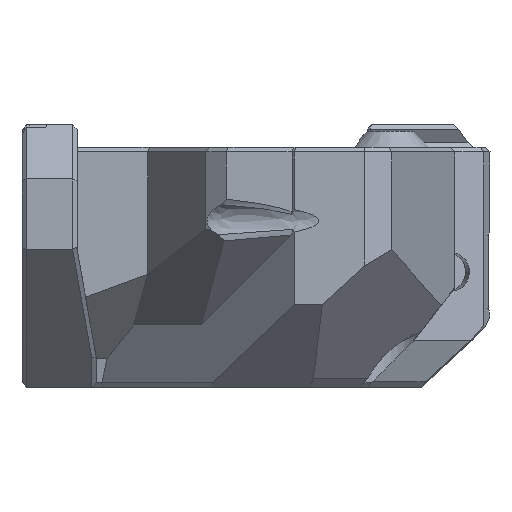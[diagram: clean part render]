
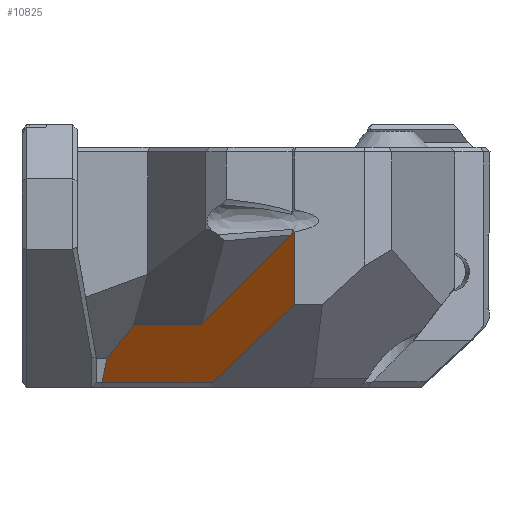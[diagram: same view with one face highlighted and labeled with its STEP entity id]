
A CAD part, left-side view. The second image highlights one B-rep face of the part: STEP entity #10825.
In plain terms, the highlighted planar face has unit normal (-0.707, 0.707, 0).
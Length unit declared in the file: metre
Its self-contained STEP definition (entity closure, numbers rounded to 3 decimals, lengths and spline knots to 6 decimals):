
#84=ELLIPSE('',#11736,0.002081,0.001397);
#592=CIRCLE('',#11737,0.051346);
#2190=ORIENTED_EDGE('',*,*,#4856,.T.);
#2191=ORIENTED_EDGE('',*,*,#4858,.F.);
#2192=ORIENTED_EDGE('',*,*,#4859,.T.);
#2193=ORIENTED_EDGE('',*,*,#4860,.T.);
#2194=ORIENTED_EDGE('',*,*,#4078,.T.);
#2195=ORIENTED_EDGE('',*,*,#4088,.T.);
#2196=ORIENTED_EDGE('',*,*,#4861,.T.);
#2197=ORIENTED_EDGE('',*,*,#4668,.F.);
#2198=ORIENTED_EDGE('',*,*,#4667,.T.);
#2199=ORIENTED_EDGE('',*,*,#4664,.F.);
#4078=EDGE_CURVE('',#5647,#5646,#6650,.T.);
#4088=EDGE_CURVE('',#5646,#5655,#6657,.T.);
#4664=EDGE_CURVE('',#6102,#6103,#7056,.T.);
#4667=EDGE_CURVE('',#6104,#6103,#7059,.T.);
#4668=EDGE_CURVE('',#6104,#6105,#7060,.T.);
#4856=EDGE_CURVE('',#6102,#6208,#7196,.T.);
#4858=EDGE_CURVE('',#6209,#6208,#84,.T.);
#4859=EDGE_CURVE('',#6209,#6210,#592,.T.);
#4860=EDGE_CURVE('',#6210,#5647,#7198,.T.);
#4861=EDGE_CURVE('',#5655,#6105,#7199,.T.);
#5646=VERTEX_POINT('',#15657);
#5647=VERTEX_POINT('',#15659);
#5655=VERTEX_POINT('',#15686);
#6102=VERTEX_POINT('',#16994);
#6103=VERTEX_POINT('',#16996);
#6104=VERTEX_POINT('',#17000);
#6105=VERTEX_POINT('',#17004);
#6208=VERTEX_POINT('',#17620);
#6209=VERTEX_POINT('',#17625);
#6210=VERTEX_POINT('',#17627);
#6650=LINE('',#15658,#7736);
#6657=LINE('',#15687,#7743);
#7056=LINE('',#16995,#8142);
#7059=LINE('',#17001,#8145);
#7060=LINE('',#17003,#8146);
#7196=LINE('',#17621,#8282);
#7198=LINE('',#17628,#8284);
#7199=LINE('',#17629,#8285);
#7736=VECTOR('',#12518,1.);
#7743=VECTOR('',#12527,1.);
#8142=VECTOR('',#13444,1.);
#8145=VECTOR('',#13449,1.);
#8146=VECTOR('',#13452,1.);
#8282=VECTOR('',#13810,1.);
#8284=VECTOR('',#13818,1.);
#8285=VECTOR('',#13819,1.);
#9036=EDGE_LOOP('',(#2190,#2191,#2192,#2193,#2194,#2195,#2196,#2197,#2198,
#2199));
#9744=FACE_BOUND('',#9036,.T.);
#10357=PLANE('',#11735);
#10825=ADVANCED_FACE('',(#9744),#10357,.F.);
#11735=AXIS2_PLACEMENT_3D('',#17623,#13812,#13813);
#11736=AXIS2_PLACEMENT_3D('',#17624,#13814,#13815);
#11737=AXIS2_PLACEMENT_3D('',#17626,#13816,#13817);
#12518=DIRECTION('',(0.707,0.707,0.));
#12527=DIRECTION('',(0.528,0.528,-0.666));
#13444=DIRECTION('',(0.587,0.587,-0.558));
#13449=DIRECTION('',(-0.707,-0.707,0.));
#13452=DIRECTION('',(-0.519,-0.519,0.679));
#13810=DIRECTION('',(0.,0.,1.));
#13812=DIRECTION('',(0.707,-0.707,0.));
#13813=DIRECTION('',(0.,0.,-1.));
#13814=DIRECTION('',(-0.707,0.707,0.));
#13815=DIRECTION('',(0.697,0.697,0.17));
#13816=DIRECTION('',(-0.707,0.707,0.));
#13817=DIRECTION('',(0.691,0.691,0.21));
#13818=DIRECTION('',(0.577,0.577,-0.577));
#13819=DIRECTION('',(0.208,0.208,-0.956));
#15657=CARTESIAN_POINT('',(-0.004864,0.007507,0.0055));
#15658=CARTESIAN_POINT('',(-0.007484,0.004886,0.0055));
#15659=CARTESIAN_POINT('',(-0.010862,0.001508,0.0055));
#15686=CARTESIAN_POINT('',(-0.002512,0.009859,0.002533));
#15687=CARTESIAN_POINT('',(-0.008211,0.00416,0.009724));
#16994=CARTESIAN_POINT('',(-0.019076,-0.006706,0.007315));
#16995=CARTESIAN_POINT('',(-0.012257,0.000114,0.000833));
#16996=CARTESIAN_POINT('',(-0.011801,0.000569,0.0004));
#17000=CARTESIAN_POINT('',(-0.002024,0.010346,0.0004));
#17001=CARTESIAN_POINT('',(-0.007484,0.004886,0.0004));
#17003=CARTESIAN_POINT('',(-0.003351,0.00902,0.002135));
#17004=CARTESIAN_POINT('',(-0.002055,0.010315,0.00044));
#17620=CARTESIAN_POINT('',(-0.019076,-0.006706,0.013699));
#17621=CARTESIAN_POINT('',(-0.019076,-0.006706,-0.0038));
#17623=CARTESIAN_POINT('',(-0.007484,0.004886,0.010875));
#17624=CARTESIAN_POINT('',(-0.020148,-0.007777,0.014514));
#17625=CARTESIAN_POINT('',(-0.018895,-0.006525,0.013956));
#17626=CARTESIAN_POINT('',(-0.054395,-0.042024,0.003186));
#17627=CARTESIAN_POINT('',(-0.018822,-0.006452,0.01346));
#17628=CARTESIAN_POINT('',(-0.010402,0.001968,0.00504));
#17629=CARTESIAN_POINT('',(-0.005595,0.006776,0.016665));
